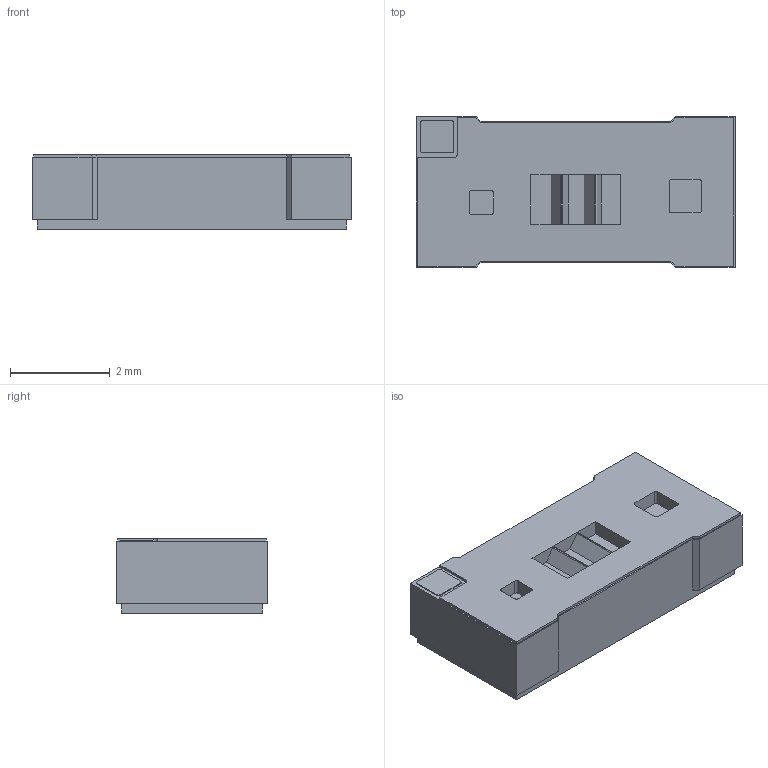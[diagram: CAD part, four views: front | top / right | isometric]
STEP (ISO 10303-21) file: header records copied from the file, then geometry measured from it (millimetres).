
FILE_DESCRIPTION (( 'STEP AP214' ), '1' );
FILE_NAME ('LGA-16_L6.4-W3.0_VL53L5CXV0GC-1.STEP', '2022-07-22T13:43:03', ( '' ), ( '' ), 'SwSTEP 2.0', 'SolidWorks 2018', '' );
FILE_SCHEMA (( 'AUTOMOTIVE_DESIGN' ));
Length unit declared in the file: millimetre
Products named in the file (1): LGA-16_L6.4-W3.0_VL53L5CXV0GC-1
Bounding box: 6.41 x 3.03 x 1.5 mm (x, y, z)
Volume: 27 mm3; surface area: 69.2 mm2
Topology: 1 solids, 1 shells, 317 faces, 892 edges, 618 vertices
Faces by surface type: plane 202, bspline 98, cylinder 17
Entity records: 14277 total; most frequent: CARTESIAN_POINT 3138, ORIENTED_EDGE 1784, DIRECTION 1166, EDGE_CURVE 892, LINE 658, VECTOR 658, VERTEX_POINT 618, EDGE_LOOP 358
